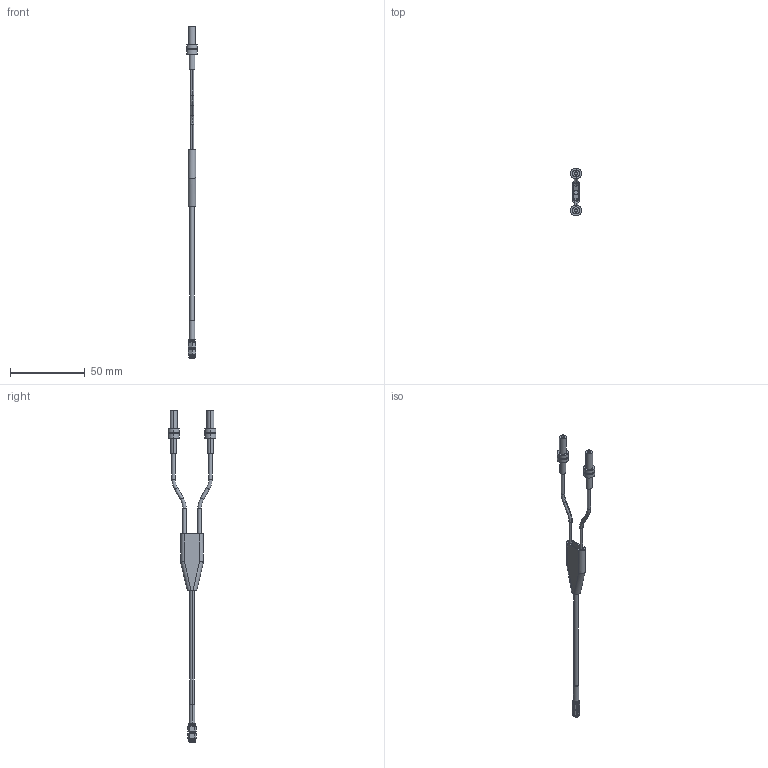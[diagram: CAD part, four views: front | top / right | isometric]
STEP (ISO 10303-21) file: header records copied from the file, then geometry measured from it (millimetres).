
FILE_DESCRIPTION((''),'2;1');
FILE_NAME('161942_ASM','2016-02-09T',('pdmadmin'),(''),'PRO/ENGINEER BY PARAMETRIC TECHNOLOGY CORPORATION, 2013230','PRO/ENGINEER BY PARAMETRIC TECHNOLOGY CORPORATION, 2013230','');
FILE_SCHEMA(('CONFIG_CONTROL_DESIGN'));
Length unit declared in the file: inch
Products named in the file (9): SHRINK_TUBE_3X-12_X_1-5; PVC_12_STRAIGHT_; PVC_09_CURVED_INST; TERMINUS_NO_COLLAR-65_; PROBE_-15_X_-50_AF2; 8-32_PORTION_AF4; 8-32_BRASS_JAM_NUT_AF5; 8-32_BRASS_JAM_NUT_AF4; 161942_ASM
Assembly tree (10 placements, depth 2):
  161942_ASM
    SHRINK_TUBE_3X-12_X_1-5
    PVC_12_STRAIGHT_
    PVC_09_CURVED_INST  x2
    TERMINUS_NO_COLLAR-65_  x2
    PROBE_-15_X_-50_AF2
    8-32_PORTION_AF4
    8-32_BRASS_JAM_NUT_AF5
    8-32_BRASS_JAM_NUT_AF4
Bounding box: 7.37 x 32.17 x 222.68 mm (x, y, z)
Volume: 3658.2 mm3; surface area: 5887.2 mm2
Topology: 10 solids, 10 shells, 162 faces, 373 edges, 241 vertices
Faces by surface type: cylinder 88, plane 54, bspline 12, torus 8
Entity records: 8244 total; most frequent: CARTESIAN_POINT 5100, ORIENTED_EDGE 622, DIRECTION 579, EDGE_CURVE 311, AXIS2_PLACEMENT_3D 218, VERTEX_POINT 201, EDGE_LOOP 146, VECTOR 143
